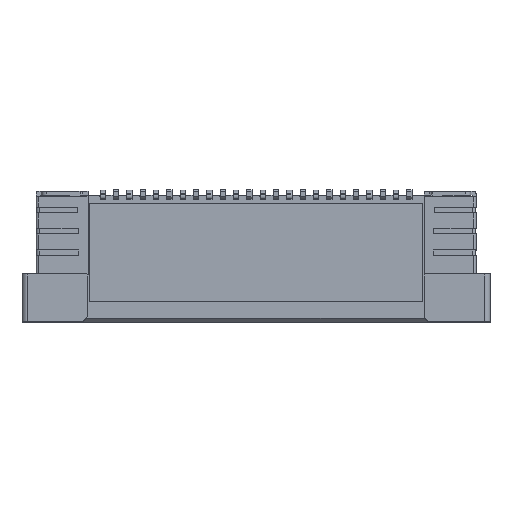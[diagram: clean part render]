
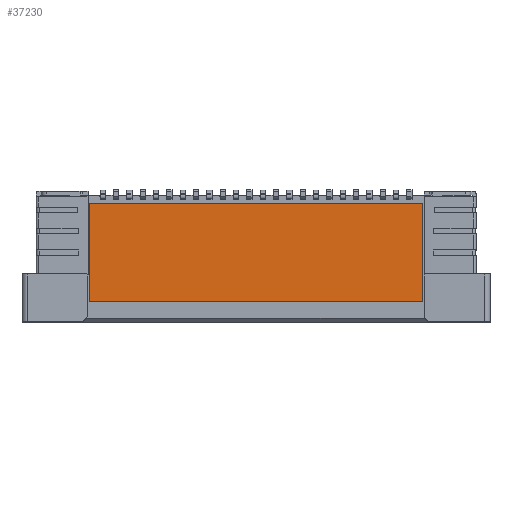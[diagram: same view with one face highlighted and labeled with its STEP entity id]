
A CAD part, top view. The second image highlights one B-rep face of the part: STEP entity #37230.
In plain terms, the highlighted planar face has unit normal (0, 0, 1).
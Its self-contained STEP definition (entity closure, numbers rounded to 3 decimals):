
#13879=DIRECTION('',(0.,-1.,0.));
#13880=VECTOR('',#13879,3.7);
#13881=CARTESIAN_POINT('',(-6.25,1.7,1.));
#13882=LINE('',#13881,#13880);
#13883=DIRECTION('',(0.,1.,0.));
#13884=VECTOR('',#13883,3.7);
#13885=CARTESIAN_POINT('',(6.25,-2.,1.));
#13886=LINE('',#13885,#13884);
#13887=DIRECTION('',(-1.,0.,0.));
#13888=VECTOR('',#13887,12.5);
#13889=CARTESIAN_POINT('',(6.25,1.7,1.));
#13890=LINE('',#13889,#13888);
#13907=DIRECTION('',(-1.,0.,0.));
#13908=VECTOR('',#13907,12.5);
#13909=CARTESIAN_POINT('',(6.25,-2.,1.));
#13910=LINE('',#13909,#13908);
#16289=CARTESIAN_POINT('',(6.25,-2.,1.));
#16290=VERTEX_POINT('',#16289);
#16291=CARTESIAN_POINT('',(6.25,1.7,1.));
#16292=VERTEX_POINT('',#16291);
#16299=CARTESIAN_POINT('',(-6.25,1.7,1.));
#16300=CARTESIAN_POINT('',(-6.25,-2.,1.));
#16301=VERTEX_POINT('',#16299);
#16302=VERTEX_POINT('',#16300);
#37217=CARTESIAN_POINT('',(0.,-0.15,1.));
#37218=DIRECTION('',(0.,0.,1.));
#37219=DIRECTION('',(1.,0.,0.));
#37220=AXIS2_PLACEMENT_3D('',#37217,#37218,#37219);
#37221=PLANE('',#37220);
#37222=ORIENTED_EDGE('',*,*,#37204,.F.);
#37224=ORIENTED_EDGE('',*,*,#37223,.F.);
#37225=ORIENTED_EDGE('',*,*,#37178,.F.);
#37227=ORIENTED_EDGE('',*,*,#37226,.T.);
#37228=EDGE_LOOP('',(#37222,#37224,#37225,#37227));
#37229=FACE_OUTER_BOUND('',#37228,.F.);
#37178=EDGE_CURVE('',#16290,#16292,#13886,.T.);
#37204=EDGE_CURVE('',#16301,#16302,#13882,.T.);
#37223=EDGE_CURVE('',#16292,#16301,#13890,.T.);
#37226=EDGE_CURVE('',#16290,#16302,#13910,.T.);
#37230=ADVANCED_FACE('',(#37229),#37221,.T.);
